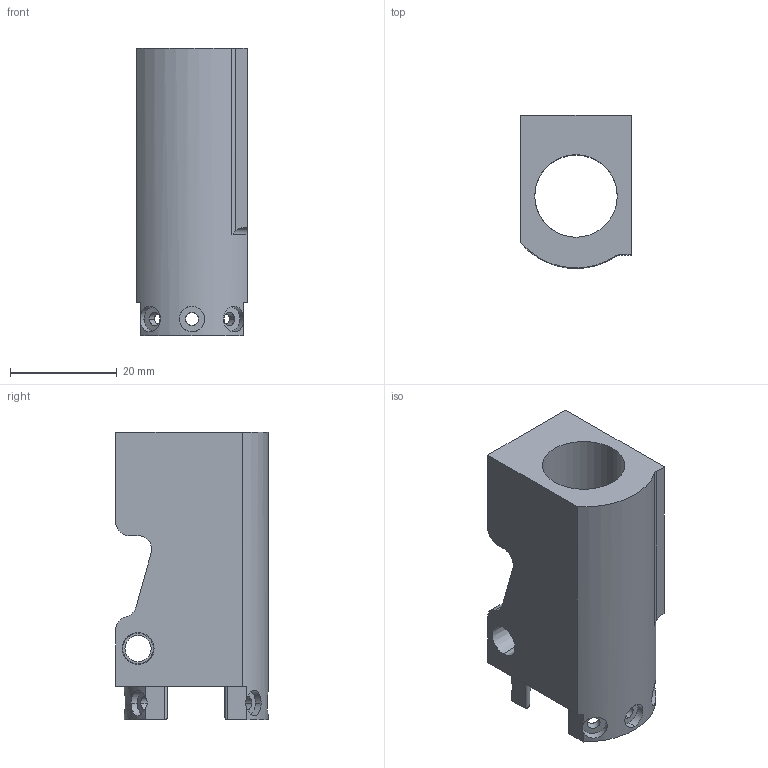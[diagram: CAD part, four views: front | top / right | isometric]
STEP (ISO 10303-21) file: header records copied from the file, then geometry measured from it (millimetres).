
FILE_DESCRIPTION (( 'STEP AP214' ), '1' );
FILE_NAME ('Landing Gear Lever Track.STEP', '2021-04-23T00:13:11', ( '' ), ( '' ), 'SwSTEP 2.0', 'SolidWorks 2019', '' );
FILE_SCHEMA (( 'AUTOMOTIVE_DESIGN' ));
Length unit declared in the file: inch
Products named in the file (1): Landing Gear Lever Track
Bounding box: 20.7 x 28.64 x 54.04 mm (x, y, z)
Volume: 16344.3 mm3; surface area: 8683.3 mm2
Topology: 1 solids, 1 shells, 92 faces, 245 edges, 160 vertices
Faces by surface type: cylinder 46, plane 28, cone 10, bspline 7, torus 1
Entity records: 4236 total; most frequent: CARTESIAN_POINT 1965, ORIENTED_EDGE 486, DIRECTION 432, EDGE_CURVE 243, AXIS2_PLACEMENT_3D 167, VERTEX_POINT 160, EDGE_LOOP 115, LINE 98
